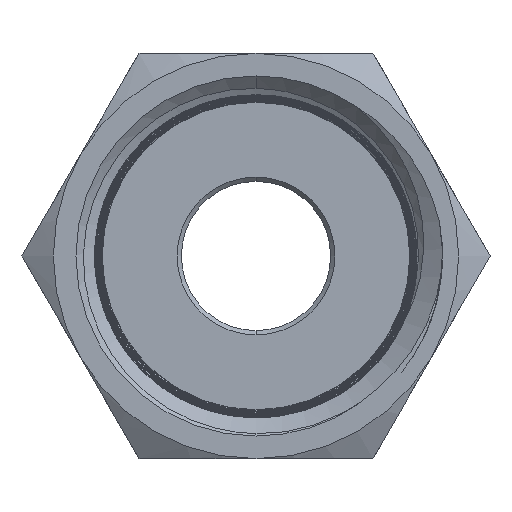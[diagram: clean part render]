
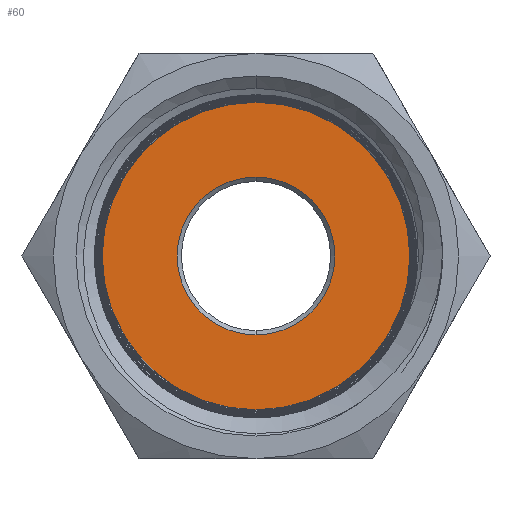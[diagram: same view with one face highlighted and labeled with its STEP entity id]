
A CAD part, front view. The second image highlights one B-rep face of the part: STEP entity #60.
In plain terms, the highlighted planar face has unit normal (0, -1, 0).
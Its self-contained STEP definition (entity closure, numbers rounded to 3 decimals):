
#60 = ADVANCED_FACE ( 'NONE', ( #21373, #15910 ), #18070, .F. ) ;
#695 = CIRCLE ( 'NONE', #25513, 7.209 ) ;
#1632 = EDGE_LOOP ( 'NONE', ( #15237, #16778 ) ) ;
#2720 = CARTESIAN_POINT ( 'NONE',  ( 0., -7.1, 0. ) ) ;
#2745 = EDGE_CURVE ( 'NONE', #27831, #4842, #10947, .T. ) ;
#3053 = CARTESIAN_POINT ( 'NONE',  ( 0., -7.1, -3.7 ) ) ;
#3987 = VERTEX_POINT ( 'NONE', #25710 ) ;
#4028 = DIRECTION ( 'NONE',  ( 0., 1., 0. ) ) ;
#4842 = VERTEX_POINT ( 'NONE', #16666 ) ;
#4972 = CARTESIAN_POINT ( 'NONE',  ( 0., -7.1, 0. ) ) ;
#5056 = DIRECTION ( 'NONE',  ( 0., 0., -1. ) ) ;
#5346 = CARTESIAN_POINT ( 'NONE',  ( 0., -7.1, 7.209 ) ) ;
#7290 = ORIENTED_EDGE ( 'NONE', *, *, #17594, .T. ) ;
#7314 = DIRECTION ( 'NONE',  ( 0., 0., 1. ) ) ;
#8470 = AXIS2_PLACEMENT_3D ( 'NONE', #20342, #4028, #17979 ) ;
#9479 = CIRCLE ( 'NONE', #13897, 3.7 ) ;
#9892 = DIRECTION ( 'NONE',  ( 0., 1., 0. ) ) ;
#10947 = CIRCLE ( 'NONE', #25191, 7.209 ) ;
#12104 = CARTESIAN_POINT ( 'NONE',  ( 0., -7.1, 0. ) ) ;
#12745 = ORIENTED_EDGE ( 'NONE', *, *, #2745, .T. ) ;
#12828 = CIRCLE ( 'NONE', #20335, 3.7 ) ;
#13897 = AXIS2_PLACEMENT_3D ( 'NONE', #4972, #21279, #7314 ) ;
#13980 = EDGE_LOOP ( 'NONE', ( #7290, #12745 ) ) ;
#14202 = EDGE_CURVE ( 'NONE', #15835, #3987, #12828, .T. ) ;
#14454 = DIRECTION ( 'NONE',  ( 0., 0., -1. ) ) ;
#14741 = EDGE_CURVE ( 'NONE', #3987, #15835, #9479, .T. ) ;
#15237 = ORIENTED_EDGE ( 'NONE', *, *, #14202, .T. ) ;
#15835 = VERTEX_POINT ( 'NONE', #3053 ) ;
#15910 = FACE_OUTER_BOUND ( 'NONE', #13980, .T. ) ;
#16666 = CARTESIAN_POINT ( 'NONE',  ( 0., -7.1, -7.209 ) ) ;
#16778 = ORIENTED_EDGE ( 'NONE', *, *, #14741, .T. ) ;
#17594 = EDGE_CURVE ( 'NONE', #4842, #27831, #695, .T. ) ;
#17979 = DIRECTION ( 'NONE',  ( 0., 0., 1. ) ) ;
#18070 = PLANE ( 'NONE',  #8470 ) ;
#19008 = DIRECTION ( 'NONE',  ( 0., -1., 0. ) ) ;
#20335 = AXIS2_PLACEMENT_3D ( 'NONE', #23861, #9892, #26240 ) ;
#20342 = CARTESIAN_POINT ( 'NONE',  ( 0., -7.1, 0. ) ) ;
#21279 = DIRECTION ( 'NONE',  ( 0., 1., 0. ) ) ;
#21373 = FACE_BOUND ( 'NONE', #1632, .T. ) ;
#23861 = CARTESIAN_POINT ( 'NONE',  ( 0., -7.1, 0. ) ) ;
#25191 = AXIS2_PLACEMENT_3D ( 'NONE', #12104, #28441, #14454 ) ;
#25513 = AXIS2_PLACEMENT_3D ( 'NONE', #2720, #19008, #5056 ) ;
#25710 = CARTESIAN_POINT ( 'NONE',  ( 0., -7.1, 3.7 ) ) ;
#26240 = DIRECTION ( 'NONE',  ( 0., 0., 1. ) ) ;
#27831 = VERTEX_POINT ( 'NONE', #5346 ) ;
#28441 = DIRECTION ( 'NONE',  ( 0., -1., 0. ) ) ;
